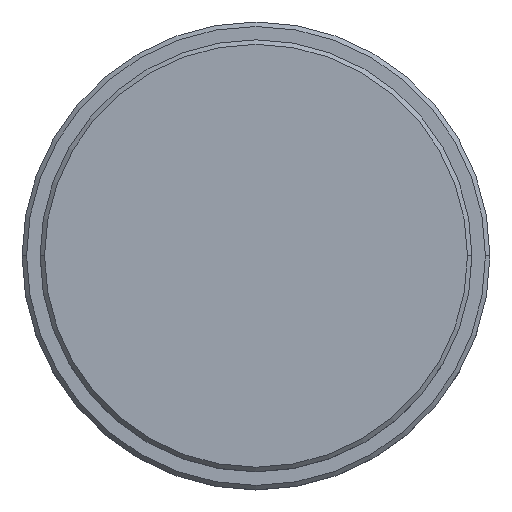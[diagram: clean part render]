
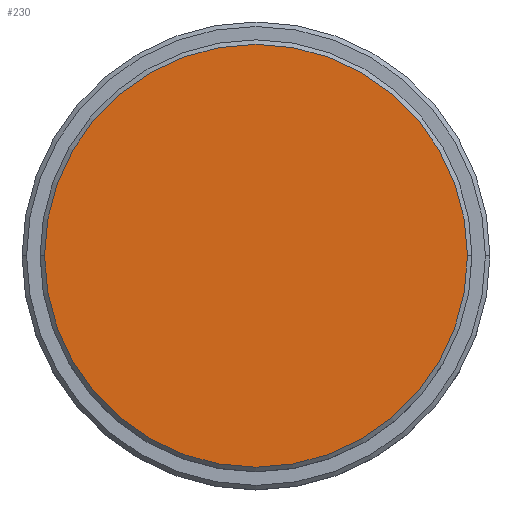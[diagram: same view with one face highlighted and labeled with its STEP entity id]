
A CAD part, top view. The second image highlights one B-rep face of the part: STEP entity #230.
In plain terms, the highlighted planar face has unit normal (0, 0, 1).
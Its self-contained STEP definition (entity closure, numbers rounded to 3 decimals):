
#31 = EDGE_CURVE ( 'NONE', #692, #237, #572, .T. ) ;
#54 = PLANE ( 'NONE',  #300 ) ;
#77 = DIRECTION ( 'NONE',  ( 0., 0., 1. ) ) ;
#138 = DIRECTION ( 'NONE',  ( 0., 0., 1. ) ) ;
#151 = DIRECTION ( 'NONE',  ( 1., 0., 0. ) ) ;
#192 = ORIENTED_EDGE ( 'NONE', *, *, #31, .T. ) ;
#230 = ADVANCED_FACE ( 'NONE', ( #809 ), #54, .T. ) ;
#237 = VERTEX_POINT ( 'NONE', #587 ) ;
#300 = AXIS2_PLACEMENT_3D ( 'NONE', #712, #77, #612 ) ;
#371 = CARTESIAN_POINT ( 'NONE',  ( 0., 0., 0. ) ) ;
#572 = CIRCLE ( 'NONE', #1300, 23.5 ) ;
#587 = CARTESIAN_POINT ( 'NONE',  ( 23.5, 0., 0. ) ) ;
#612 = DIRECTION ( 'NONE',  ( 1., 0., 0. ) ) ;
#623 = CIRCLE ( 'NONE', #846, 23.5 ) ;
#650 = EDGE_CURVE ( 'NONE', #237, #692, #623, .T. ) ;
#692 = VERTEX_POINT ( 'NONE', #1352 ) ;
#712 = CARTESIAN_POINT ( 'NONE',  ( 0., 0., 0. ) ) ;
#809 = FACE_OUTER_BOUND ( 'NONE', #1332, .T. ) ;
#828 = ORIENTED_EDGE ( 'NONE', *, *, #650, .T. ) ;
#846 = AXIS2_PLACEMENT_3D ( 'NONE', #371, #138, #151 ) ;
#927 = CARTESIAN_POINT ( 'NONE',  ( 0., 0., 0. ) ) ;
#1243 = DIRECTION ( 'NONE',  ( 1., 0., 0. ) ) ;
#1300 = AXIS2_PLACEMENT_3D ( 'NONE', #927, #1357, #1243 ) ;
#1332 = EDGE_LOOP ( 'NONE', ( #192, #828 ) ) ;
#1352 = CARTESIAN_POINT ( 'NONE',  ( -23.5, 0., 0. ) ) ;
#1357 = DIRECTION ( 'NONE',  ( 0., 0., 1. ) ) ;
